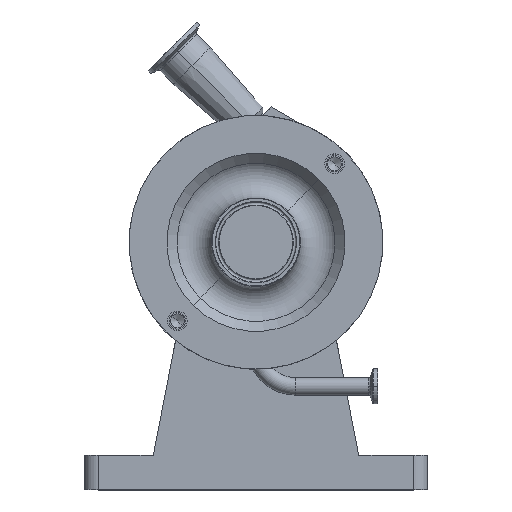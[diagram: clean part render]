
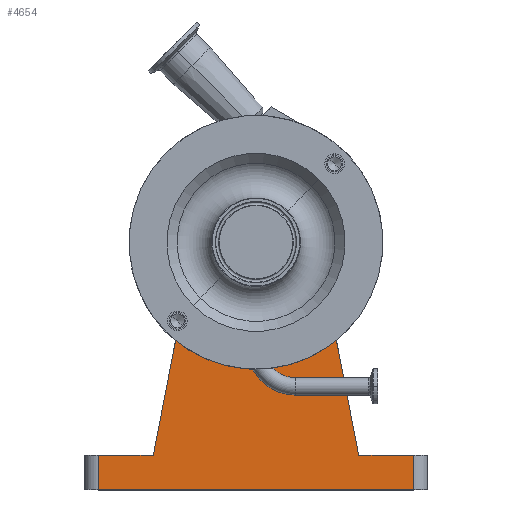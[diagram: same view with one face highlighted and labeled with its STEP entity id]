
A CAD part, top view. The second image highlights one B-rep face of the part: STEP entity #4654.
In plain terms, the highlighted planar face has unit normal (0, 0, 1).
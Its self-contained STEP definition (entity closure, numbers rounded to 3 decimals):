
#22 = DIRECTION ( 'NONE',  ( -0.191, -0.982, 0. ) ) ;
#23 = VECTOR ( 'NONE', #22, 1000. ) ;
#24 = CARTESIAN_POINT ( 'NONE',  ( -47.697, -15., 125. ) ) ;
#27 = LINE ( 'NONE', #24, #23 ) ;
#131 = CARTESIAN_POINT ( 'NONE',  ( 47.697, -15., 125. ) ) ;
#207 = CARTESIAN_POINT ( 'NONE',  ( -47.697, -15., 125. ) ) ;
#1396 = CARTESIAN_POINT ( 'NONE',  ( -74.91, -155., 125. ) ) ;
#2625 = CARTESIAN_POINT ( 'NONE',  ( 115., -155., 125. ) ) ;
#2644 = CARTESIAN_POINT ( 'NONE',  ( 115., -180., 125. ) ) ;
#2667 = LINE ( 'NONE', #2673, #2672 ) ;
#2671 = DIRECTION ( 'NONE',  ( 0., 1., 0. ) ) ;
#2672 = VECTOR ( 'NONE', #2671, 1000. ) ;
#2673 = CARTESIAN_POINT ( 'NONE',  ( 115., -155., 125. ) ) ;
#2700 = CARTESIAN_POINT ( 'NONE',  ( -115., -155., 125. ) ) ;
#2701 = DIRECTION ( 'NONE',  ( 1., 0., 0. ) ) ;
#2702 = VECTOR ( 'NONE', #2701, 1000. ) ;
#2704 = CARTESIAN_POINT ( 'NONE',  ( 125., -180., 125. ) ) ;
#2705 = LINE ( 'NONE', #2704, #2702 ) ;
#2711 = CARTESIAN_POINT ( 'NONE',  ( -115., -180., 125. ) ) ;
#2752 = DIRECTION ( 'NONE',  ( 0., -1., 0. ) ) ;
#2755 = VECTOR ( 'NONE', #2752, 1000. ) ;
#2756 = CARTESIAN_POINT ( 'NONE',  ( -115., -155., 125. ) ) ;
#2757 = LINE ( 'NONE', #2756, #2755 ) ;
#2927 = CIRCLE ( 'NONE', #3018, 50. ) ;
#3015 = DIRECTION ( 'NONE',  ( 1., 0., 0. ) ) ;
#3016 = DIRECTION ( 'NONE',  ( 0., 0., -1. ) ) ;
#3017 = CARTESIAN_POINT ( 'NONE',  ( 0., 0., 125. ) ) ;
#3018 = AXIS2_PLACEMENT_3D ( 'NONE', #3017, #3016, #3015 ) ;
#4450 = EDGE_CURVE ( 'NONE', #9045, #8140, #5483, .T. ) ;
#4453 = VERTEX_POINT ( 'NONE', #5484 ) ;
#4473 = EDGE_CURVE ( 'NONE', #4453, #8969, #5510, .T. ) ;
#4650 = ORIENTED_EDGE ( 'NONE', *, *, #7383, .T. ) ;
#4654 = ADVANCED_FACE ( 'NONE', ( #5825 ), #5807, .F. ) ;
#4823 = ORIENTED_EDGE ( 'NONE', *, *, #4473, .F. ) ;
#4831 = ORIENTED_EDGE ( 'NONE', *, *, #8998, .T. ) ;
#4841 = ORIENTED_EDGE ( 'NONE', *, *, #9055, .T. ) ;
#4860 = EDGE_CURVE ( 'NONE', #4453, #7434, #6187, .T. ) ;
#4876 = ORIENTED_EDGE ( 'NONE', *, *, #9213, .T. ) ;
#4890 = ORIENTED_EDGE ( 'NONE', *, *, #9032, .T. ) ;
#4893 = ORIENTED_EDGE ( 'NONE', *, *, #4860, .T. ) ;
#4898 = ORIENTED_EDGE ( 'NONE', *, *, #4450, .F. ) ;
#5478 = DIRECTION ( 'NONE',  ( 1., 0., 0. ) ) ;
#5479 = VECTOR ( 'NONE', #5478, 1000. ) ;
#5480 = CARTESIAN_POINT ( 'NONE',  ( 125., -155., 125. ) ) ;
#5483 = LINE ( 'NONE', #5480, #5479 ) ;
#5484 = CARTESIAN_POINT ( 'NONE',  ( 74.91, -155., 125. ) ) ;
#5496 = VECTOR ( 'NONE', #5498, 1000. ) ;
#5498 = DIRECTION ( 'NONE',  ( 1., 0., 0. ) ) ;
#5499 = CARTESIAN_POINT ( 'NONE',  ( 125., -155., 125. ) ) ;
#5510 = LINE ( 'NONE', #5499, #5496 ) ;
#5807 = PLANE ( 'NONE',  #5813 ) ;
#5813 = AXIS2_PLACEMENT_3D ( 'NONE', #5857, #5856, #5855 ) ;
#5825 = FACE_OUTER_BOUND ( 'NONE', #8045, .T. ) ;
#5855 = DIRECTION ( 'NONE',  ( -1., 0., 0. ) ) ;
#5856 = DIRECTION ( 'NONE',  ( 0., 0., -1. ) ) ;
#5857 = CARTESIAN_POINT ( 'NONE',  ( 125., -155., 125. ) ) ;
#6180 = VECTOR ( 'NONE', #6193, 1000. ) ;
#6187 = LINE ( 'NONE', #6199, #6180 ) ;
#6193 = DIRECTION ( 'NONE',  ( -0.191, 0.982, 0. ) ) ;
#6199 = CARTESIAN_POINT ( 'NONE',  ( 74.91, -155., 125. ) ) ;
#7383 = EDGE_CURVE ( 'NONE', #7465, #8140, #27, .T. ) ;
#7434 = VERTEX_POINT ( 'NONE', #131 ) ;
#7465 = VERTEX_POINT ( 'NONE', #207 ) ;
#8045 = EDGE_LOOP ( 'NONE', ( #4898, #4841, #4890, #4831, #4823, #4893, #4876, #4650 ) ) ;
#8140 = VERTEX_POINT ( 'NONE', #1396 ) ;
#8969 = VERTEX_POINT ( 'NONE', #2625 ) ;
#8981 = VERTEX_POINT ( 'NONE', #2644 ) ;
#8998 = EDGE_CURVE ( 'NONE', #8981, #8969, #2667, .T. ) ;
#9032 = EDGE_CURVE ( 'NONE', #9039, #8981, #2705, .T. ) ;
#9039 = VERTEX_POINT ( 'NONE', #2711 ) ;
#9045 = VERTEX_POINT ( 'NONE', #2700 ) ;
#9055 = EDGE_CURVE ( 'NONE', #9045, #9039, #2757, .T. ) ;
#9213 = EDGE_CURVE ( 'NONE', #7434, #7465, #2927, .T. ) ;
